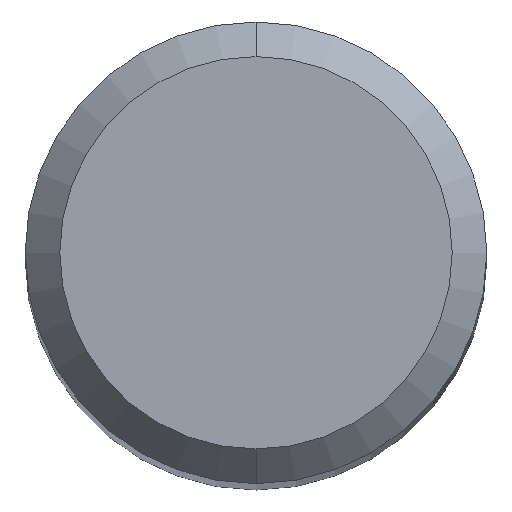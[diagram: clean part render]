
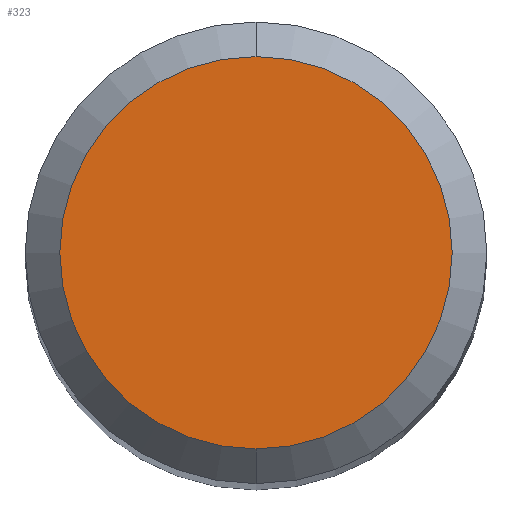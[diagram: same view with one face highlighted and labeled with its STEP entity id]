
A CAD part, top view. The second image highlights one B-rep face of the part: STEP entity #323.
In plain terms, the highlighted planar face has unit normal (0, 0, 1).
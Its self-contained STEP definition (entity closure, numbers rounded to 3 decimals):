
#213=VERTEX_POINT('',#505);
#239=EDGE_CURVE('',#213,#353,#534,.T.);
#323=ADVANCED_FACE('',(#630),#631,.T.);
#329=EDGE_CURVE('',#353,#213,#637,.T.);
#353=VERTEX_POINT('',#664);
#505=CARTESIAN_POINT('',(0.,-1.7,0.0));
#534=CIRCLE('',#962,1.7);
#630=FACE_OUTER_BOUND('',#1129,.T.);
#631=PLANE('',#1130);
#637=CIRCLE('',#1164,1.7);
#664=CARTESIAN_POINT('',(0.0,1.7,0.0));
#962=AXIS2_PLACEMENT_3D('',#1449,#1450,#1451);
#1129=EDGE_LOOP('',(#1566,#1567));
#1130=AXIS2_PLACEMENT_3D('',#1568,#1569,#1570);
#1164=AXIS2_PLACEMENT_3D('',#1571,#1572,#1573);
#1449=CARTESIAN_POINT('',(0.0,0.0,0.0));
#1450=DIRECTION('',(0.0,0.0,-1.0));
#1451=DIRECTION('',(0.0,1.0,0.0));
#1566=ORIENTED_EDGE('',*,*,#329,.F.);
#1567=ORIENTED_EDGE('',*,*,#239,.F.);
#1568=CARTESIAN_POINT('',(0.0,0.85,0.0));
#1569=DIRECTION('',(-0.0,0.0,1.0));
#1570=DIRECTION('',(0.0,-1.0,0.0));
#1571=CARTESIAN_POINT('',(0.0,0.0,0.0));
#1572=DIRECTION('',(0.0,0.0,-1.0));
#1573=DIRECTION('',(0.0,1.0,0.0));
